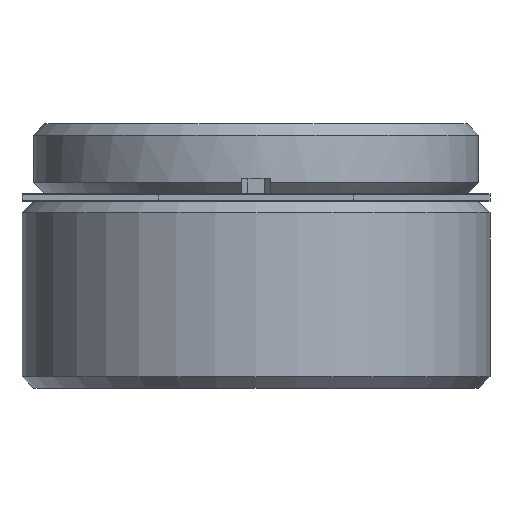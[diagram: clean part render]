
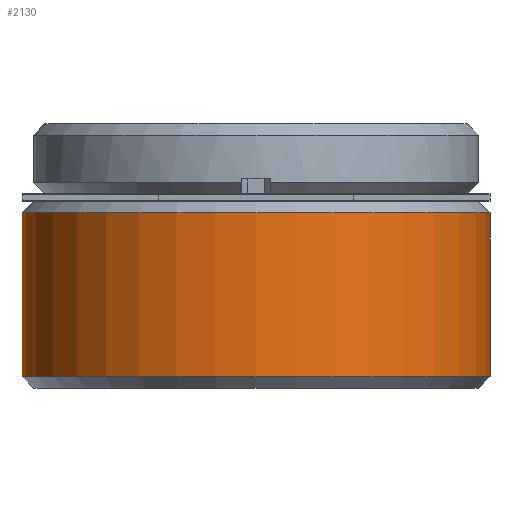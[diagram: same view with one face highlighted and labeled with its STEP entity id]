
A CAD part, front view. The second image highlights one B-rep face of the part: STEP entity #2130.
In plain terms, the highlighted cylindrical face has radius 10 mm (diameter 20 mm), a partial arc.
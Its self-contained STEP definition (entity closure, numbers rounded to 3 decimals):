
#2130=ADVANCED_FACE('',(#3740),#3741,.T.);
#3740=FACE_OUTER_BOUND('',#5601,.T.);
#3741=CYLINDRICAL_SURFACE('',#5602,10.0);
#5601=EDGE_LOOP('',(#10211,#10212,#10213,#10214));
#5602=AXIS2_PLACEMENT_3D('',#10215,#10216,#10217);
#10211=ORIENTED_EDGE('',*,*,#13280,.F.);
#10212=ORIENTED_EDGE('',*,*,#13281,.F.);
#10213=ORIENTED_EDGE('',*,*,#13282,.F.);
#10214=ORIENTED_EDGE('',*,*,#13283,.F.);
#10215=CARTESIAN_POINT('',(0.0,0.775,-0.03));
#10216=DIRECTION('',(0.0,0.0,-1.0));
#10217=DIRECTION('',(1.0,0.0,0.0));
#13280=EDGE_CURVE('',#15735,#15736,#15737,.T.);
#13281=EDGE_CURVE('',#15738,#15735,#15739,.T.);
#13282=EDGE_CURVE('',#15740,#15738,#15741,.T.);
#13283=EDGE_CURVE('',#15736,#15740,#15742,.T.);
#15735=VERTEX_POINT('',#18990);
#15736=VERTEX_POINT('',#18991);
#15737=LINE('',#18992,#18993);
#15738=VERTEX_POINT('',#18994);
#15739=CIRCLE('',#18995,10.0);
#15740=VERTEX_POINT('',#18996);
#15741=LINE('',#18997,#18998);
#15742=CIRCLE('',#18999,10.0);
#18990=CARTESIAN_POINT('',(10.0,0.775,-0.53));
#18991=CARTESIAN_POINT('',(10.0,0.775,-7.53));
#18992=CARTESIAN_POINT('',(10.0,0.775,-4.03));
#18993=VECTOR('',#22697,1.0);
#18994=CARTESIAN_POINT('',(-10.0,0.775,-0.53));
#18995=AXIS2_PLACEMENT_3D('',#22698,#22699,#22700);
#18996=CARTESIAN_POINT('',(-10.0,0.775,-7.53));
#18997=CARTESIAN_POINT('',(-10.0,0.775,-4.03));
#18998=VECTOR('',#22701,1.0);
#18999=AXIS2_PLACEMENT_3D('',#22702,#22703,#22704);
#22697=DIRECTION('',(0.0,0.0,-1.0));
#22698=CARTESIAN_POINT('',(0.0,0.775,-0.53));
#22699=DIRECTION('',(0.0,0.0,1.0));
#22700=DIRECTION('',(-1.0,0.0,0.0));
#22701=DIRECTION('',(-0.0,-0.0,1.0));
#22702=CARTESIAN_POINT('',(0.0,0.775,-7.53));
#22703=DIRECTION('',(-0.0,0.0,-1.0));
#22704=DIRECTION('',(-1.0,0.0,0.0));
